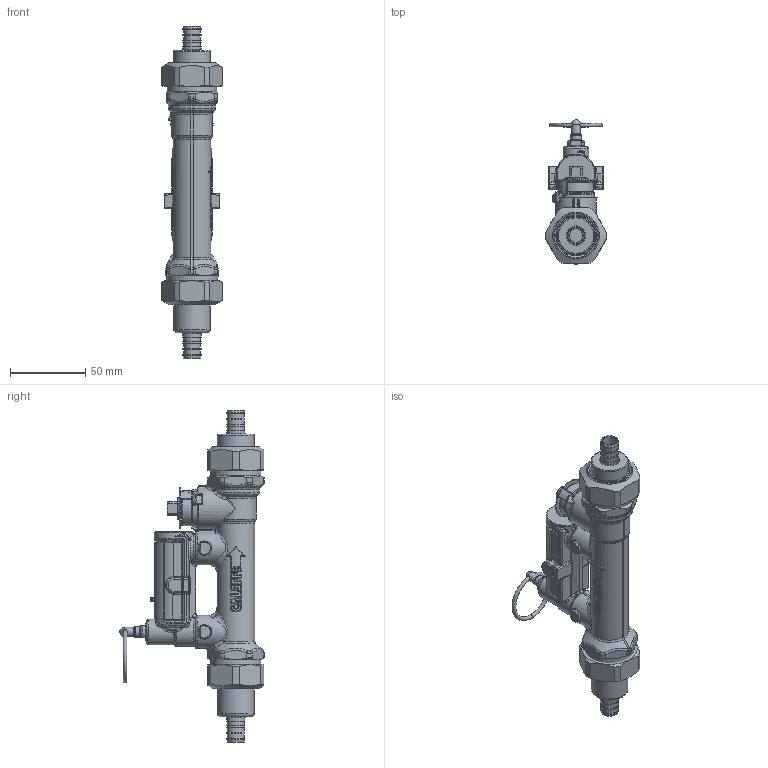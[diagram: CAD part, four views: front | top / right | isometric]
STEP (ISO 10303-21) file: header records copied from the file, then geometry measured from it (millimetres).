
FILE_DESCRIPTION(/* description */ (''),/* implementation_level */ '2;1');
FILE_NAME(/* name */ '132454AFC.stp',/* time_stamp */ '2025-07-16T09:04:21-05:00',/* author */ ('ischreiner'),/* organization */ (''),/* preprocessor_version */ 'ST-DEVELOPER v20',/* originating_system */ 'Autodesk Inventor 2025',/* authorisation */ '');
FILE_SCHEMA (('AUTOMOTIVE_DESIGN { 1 0 10303 214 3 1 1 }'));
Length unit declared in the file: inch
Products named in the file (5):  132454AFC; 132637 - TST; F61008 - 1 inch union nut; F0002151 PEX crimp 0.5 tailpiece; F0015057 PEX crimp 0.5  tailpiece for check
Assembly tree (5 placements, depth 2):
   132454AFC
    132637 - TST
    F61008 - 1 inch union nut  x2
    F0002151 PEX crimp 0.5 tailpiece
    F0015057 PEX crimp 0.5  tailpiece for check
Bounding box: 40.63 x 95.91 x 220.09 mm (x, y, z)
Volume: 186059 mm3; surface area: 55105.3 mm2
Topology: 8 solids, 8 shells, 1859 faces, 4341 edges, 2467 vertices
Faces by surface type: bspline 924, cylinder 392, plane 274, sphere 107, torus 94, cone 68
Full cylindrical faces by diameter (mm): 2.5 x1, 3 x1, 3.1 x1, 3.3 x1, 4.1 x1, 4.2 x1, 6 x2, 7 x1, 9.017 x2, 11.176 x6, 11.963 x8, 14.5 x1, 17 x1, 20.066 x1, 20.091 x2, 20.574 x1, 20.6 x1, 22 x2, 22.7 x2, 24.2 x1, 24.384 x1, 24.435 x1, 26 x1, 26.416 x1, 26.452 x1, 26.924 x2, 29.972 x2, 30.302 x2, 33.1 x2
Entity records: 123204 total; most frequent: CARTESIAN_POINT 85477, ORIENTED_EDGE 8412, DIRECTION 6825, EDGE_CURVE 4206, AXIS2_PLACEMENT_3D 2983, VERTEX_POINT 2432, EDGE_LOOP 1904, FACE_OUTER_BOUND 1838
